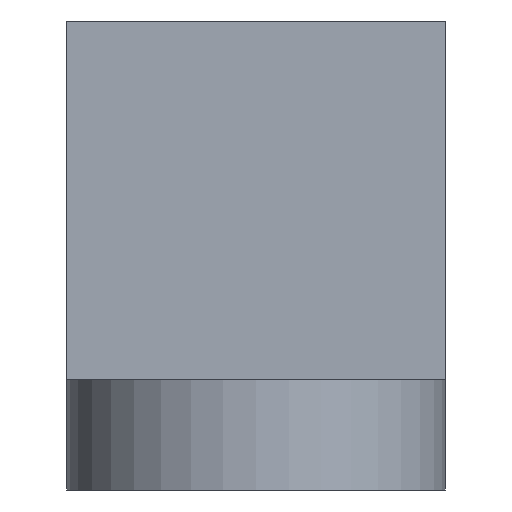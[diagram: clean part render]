
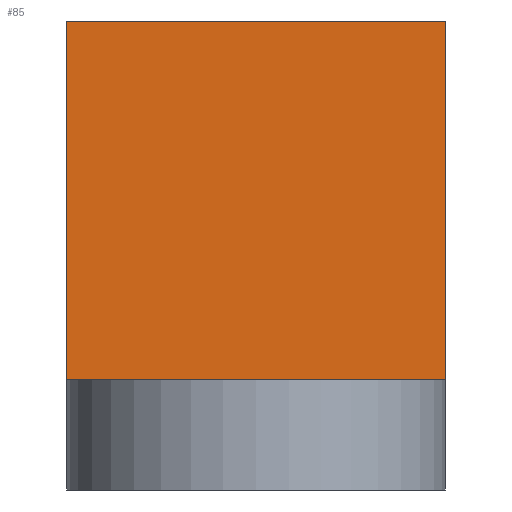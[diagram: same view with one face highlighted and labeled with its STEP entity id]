
A CAD part, left-side view. The second image highlights one B-rep face of the part: STEP entity #85.
In plain terms, the highlighted planar face has unit normal (-1, 0, 0).
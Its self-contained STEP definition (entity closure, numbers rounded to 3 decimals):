
#85=ADVANCED_FACE('',(#119),#107,.F.);
#107=PLANE('',#419);
#119=FACE_OUTER_BOUND('',#130,.T.);
#130=EDGE_LOOP('',(#162,#163,#164,#165));
#162=ORIENTED_EDGE('',*,*,#300,.F.);
#163=ORIENTED_EDGE('',*,*,#301,.F.);
#164=ORIENTED_EDGE('',*,*,#302,.T.);
#165=ORIENTED_EDGE('',*,*,#303,.T.);
#262=VERTEX_POINT('',#571);
#263=VERTEX_POINT('',#572);
#264=VERTEX_POINT('',#574);
#265=VERTEX_POINT('',#576);
#300=EDGE_CURVE('',#262,#263,#350,.T.);
#301=EDGE_CURVE('',#264,#262,#351,.T.);
#302=EDGE_CURVE('',#264,#265,#352,.T.);
#303=EDGE_CURVE('',#265,#263,#353,.T.);
#350=LINE('',#570,#384);
#351=LINE('',#573,#385);
#352=LINE('',#575,#386);
#353=LINE('',#577,#387);
#384=VECTOR('',#459,1.);
#385=VECTOR('',#460,1.);
#386=VECTOR('',#461,1.);
#387=VECTOR('',#462,1.);
#419=AXIS2_PLACEMENT_3D('',#578,#463,#464);
#459=DIRECTION('',(0.,1.,0.));
#460=DIRECTION('',(0.,0.,-1.));
#461=DIRECTION('',(0.,1.,0.));
#462=DIRECTION('',(0.,0.,-1.));
#463=DIRECTION('',(1.,0.,0.));
#464=DIRECTION('',(0.,0.,-1.));
#570=CARTESIAN_POINT('',(-1.5,-11.,3.2));
#571=CARTESIAN_POINT('',(-1.5,-11.,3.2));
#572=CARTESIAN_POINT('',(-1.5,0.,3.2));
#573=CARTESIAN_POINT('',(-1.5,-11.,11.6));
#574=CARTESIAN_POINT('',(-1.5,-11.,13.6));
#575=CARTESIAN_POINT('',(-1.5,-11.,13.6));
#576=CARTESIAN_POINT('',(-1.5,0.,13.6));
#577=CARTESIAN_POINT('',(-1.5,0.,13.6));
#578=CARTESIAN_POINT('',(-1.5,-11.,13.6));
